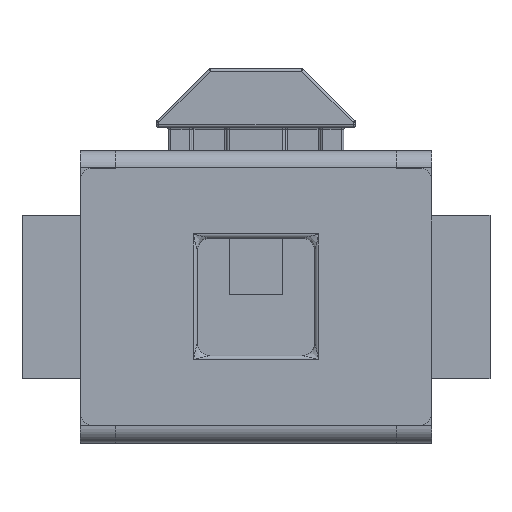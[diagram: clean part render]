
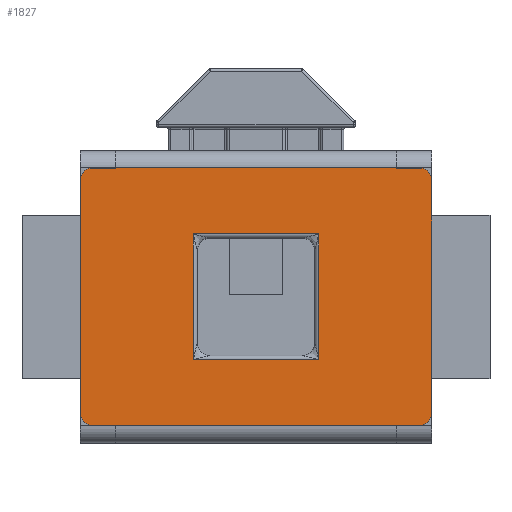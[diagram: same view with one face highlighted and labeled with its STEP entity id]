
A CAD part, top view. The second image highlights one B-rep face of the part: STEP entity #1827.
In plain terms, the highlighted planar face has unit normal (0, 0, 1).
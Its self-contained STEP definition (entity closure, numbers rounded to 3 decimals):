
#648 = VERTEX_POINT('',#649);
#649 = CARTESIAN_POINT('',(1.5,-1.,1.2));
#655 = EDGE_CURVE('',#648,#656,#658,.T.);
#656 = VERTEX_POINT('',#657);
#657 = CARTESIAN_POINT('',(1.5,1.,1.2));
#658 = LINE('',#659,#660);
#659 = CARTESIAN_POINT('',(1.5,-1.1,1.2));
#660 = VECTOR('',#661,1.);
#661 = DIRECTION('',(0.,1.,0.));
#1730 = EDGE_CURVE('',#1731,#1733,#1735,.T.);
#1731 = VERTEX_POINT('',#1732);
#1732 = CARTESIAN_POINT('',(1.2,-1.1,1.2));
#1733 = VERTEX_POINT('',#1734);
#1734 = CARTESIAN_POINT('',(1.2,-1.102,1.2));
#1735 = LINE('',#1736,#1737);
#1736 = CARTESIAN_POINT('',(1.2,-1.1,1.2));
#1737 = VECTOR('',#1738,1.);
#1738 = DIRECTION('',(0.,-1.,0.));
#1766 = EDGE_CURVE('',#1731,#1767,#1769,.T.);
#1767 = VERTEX_POINT('',#1768);
#1768 = CARTESIAN_POINT('',(1.4,-1.1,1.2));
#1769 = LINE('',#1770,#1771);
#1770 = CARTESIAN_POINT('',(-1.5,-1.1,1.2));
#1771 = VECTOR('',#1772,1.);
#1772 = DIRECTION('',(1.,0.,0.));
#1790 = EDGE_CURVE('',#648,#1767,#1791,.T.);
#1791 = CIRCLE('',#1792,0.1);
#1792 = AXIS2_PLACEMENT_3D('',#1793,#1794,#1795);
#1793 = CARTESIAN_POINT('',(1.4,-1.,1.2));
#1794 = DIRECTION('',(0.,0.,-1.));
#1795 = DIRECTION('',(1.,0.,0.));
#1808 = VERTEX_POINT('',#1809);
#1809 = CARTESIAN_POINT('',(1.4,1.1,1.2));
#1815 = EDGE_CURVE('',#656,#1808,#1816,.T.);
#1816 = CIRCLE('',#1817,0.1);
#1817 = AXIS2_PLACEMENT_3D('',#1818,#1819,#1820);
#1818 = CARTESIAN_POINT('',(1.4,1.,1.2));
#1819 = DIRECTION('',(0.,0.,1.));
#1820 = DIRECTION('',(1.,0.,0.));
#1827 = ADVANCED_FACE('',(#1828,#1923),#1957,.T.);
#1828 = FACE_BOUND('',#1829,.T.);
#1829 = EDGE_LOOP('',(#1830,#1831,#1832,#1840,#1848,#1856,#1864,#1872,
#1881,#1889,#1898,#1906,#1914,#1920,#1921,#1922));
#1830 = ORIENTED_EDGE('',*,*,#655,.T.);
#1831 = ORIENTED_EDGE('',*,*,#1815,.T.);
#1832 = ORIENTED_EDGE('',*,*,#1833,.T.);
#1833 = EDGE_CURVE('',#1808,#1834,#1836,.T.);
#1834 = VERTEX_POINT('',#1835);
#1835 = CARTESIAN_POINT('',(1.2,1.1,1.2));
#1836 = LINE('',#1837,#1838);
#1837 = CARTESIAN_POINT('',(1.5,1.1,1.2));
#1838 = VECTOR('',#1839,1.);
#1839 = DIRECTION('',(-1.,0.,0.));
#1840 = ORIENTED_EDGE('',*,*,#1841,.T.);
#1841 = EDGE_CURVE('',#1834,#1842,#1844,.T.);
#1842 = VERTEX_POINT('',#1843);
#1843 = CARTESIAN_POINT('',(1.2,1.102,1.2));
#1844 = LINE('',#1845,#1846);
#1845 = CARTESIAN_POINT('',(1.2,1.1,1.2));
#1846 = VECTOR('',#1847,1.);
#1847 = DIRECTION('',(0.,1.,0.));
#1848 = ORIENTED_EDGE('',*,*,#1849,.F.);
#1849 = EDGE_CURVE('',#1850,#1842,#1852,.T.);
#1850 = VERTEX_POINT('',#1851);
#1851 = CARTESIAN_POINT('',(-1.2,1.102,1.2));
#1852 = LINE('',#1853,#1854);
#1853 = CARTESIAN_POINT('',(-1.2,1.102,1.2));
#1854 = VECTOR('',#1855,1.);
#1855 = DIRECTION('',(1.,0.,0.));
#1856 = ORIENTED_EDGE('',*,*,#1857,.F.);
#1857 = EDGE_CURVE('',#1858,#1850,#1860,.T.);
#1858 = VERTEX_POINT('',#1859);
#1859 = CARTESIAN_POINT('',(-1.2,1.1,1.2));
#1860 = LINE('',#1861,#1862);
#1861 = CARTESIAN_POINT('',(-1.2,1.1,1.2));
#1862 = VECTOR('',#1863,1.);
#1863 = DIRECTION('',(0.,1.,0.));
#1864 = ORIENTED_EDGE('',*,*,#1865,.T.);
#1865 = EDGE_CURVE('',#1858,#1866,#1868,.T.);
#1866 = VERTEX_POINT('',#1867);
#1867 = CARTESIAN_POINT('',(-1.4,1.1,1.2));
#1868 = LINE('',#1869,#1870);
#1869 = CARTESIAN_POINT('',(1.5,1.1,1.2));
#1870 = VECTOR('',#1871,1.);
#1871 = DIRECTION('',(-1.,0.,0.));
#1872 = ORIENTED_EDGE('',*,*,#1873,.T.);
#1873 = EDGE_CURVE('',#1866,#1874,#1876,.T.);
#1874 = VERTEX_POINT('',#1875);
#1875 = CARTESIAN_POINT('',(-1.5,1.,1.2));
#1876 = CIRCLE('',#1877,0.1);
#1877 = AXIS2_PLACEMENT_3D('',#1878,#1879,#1880);
#1878 = CARTESIAN_POINT('',(-1.4,1.,1.2));
#1879 = DIRECTION('',(0.,0.,1.));
#1880 = DIRECTION('',(1.,0.,0.));
#1881 = ORIENTED_EDGE('',*,*,#1882,.T.);
#1882 = EDGE_CURVE('',#1874,#1883,#1885,.T.);
#1883 = VERTEX_POINT('',#1884);
#1884 = CARTESIAN_POINT('',(-1.5,-1.,1.2));
#1885 = LINE('',#1886,#1887);
#1886 = CARTESIAN_POINT('',(-1.5,1.1,1.2));
#1887 = VECTOR('',#1888,1.);
#1888 = DIRECTION('',(0.,-1.,0.));
#1889 = ORIENTED_EDGE('',*,*,#1890,.F.);
#1890 = EDGE_CURVE('',#1891,#1883,#1893,.T.);
#1891 = VERTEX_POINT('',#1892);
#1892 = CARTESIAN_POINT('',(-1.4,-1.1,1.2));
#1893 = CIRCLE('',#1894,0.1);
#1894 = AXIS2_PLACEMENT_3D('',#1895,#1896,#1897);
#1895 = CARTESIAN_POINT('',(-1.4,-1.,1.2));
#1896 = DIRECTION('',(0.,0.,-1.));
#1897 = DIRECTION('',(1.,0.,0.));
#1898 = ORIENTED_EDGE('',*,*,#1899,.T.);
#1899 = EDGE_CURVE('',#1891,#1900,#1902,.T.);
#1900 = VERTEX_POINT('',#1901);
#1901 = CARTESIAN_POINT('',(-1.2,-1.1,1.2));
#1902 = LINE('',#1903,#1904);
#1903 = CARTESIAN_POINT('',(-1.5,-1.1,1.2));
#1904 = VECTOR('',#1905,1.);
#1905 = DIRECTION('',(1.,0.,0.));
#1906 = ORIENTED_EDGE('',*,*,#1907,.T.);
#1907 = EDGE_CURVE('',#1900,#1908,#1910,.T.);
#1908 = VERTEX_POINT('',#1909);
#1909 = CARTESIAN_POINT('',(-1.2,-1.102,1.2));
#1910 = LINE('',#1911,#1912);
#1911 = CARTESIAN_POINT('',(-1.2,-1.1,1.2));
#1912 = VECTOR('',#1913,1.);
#1913 = DIRECTION('',(0.,-1.,0.));
#1914 = ORIENTED_EDGE('',*,*,#1915,.T.);
#1915 = EDGE_CURVE('',#1908,#1733,#1916,.T.);
#1916 = LINE('',#1917,#1918);
#1917 = CARTESIAN_POINT('',(-1.2,-1.102,1.2));
#1918 = VECTOR('',#1919,1.);
#1919 = DIRECTION('',(1.,0.,0.));
#1920 = ORIENTED_EDGE('',*,*,#1730,.F.);
#1921 = ORIENTED_EDGE('',*,*,#1766,.T.);
#1922 = ORIENTED_EDGE('',*,*,#1790,.F.);
#1923 = FACE_BOUND('',#1924,.T.);
#1924 = EDGE_LOOP('',(#1925,#1935,#1943,#1951));
#1925 = ORIENTED_EDGE('',*,*,#1926,.F.);
#1926 = EDGE_CURVE('',#1927,#1929,#1931,.T.);
#1927 = VERTEX_POINT('',#1928);
#1928 = CARTESIAN_POINT('',(-0.538,-0.538,1.2));
#1929 = VERTEX_POINT('',#1930);
#1930 = CARTESIAN_POINT('',(0.538,-0.538,1.2));
#1931 = LINE('',#1932,#1933);
#1932 = CARTESIAN_POINT('',(-0.5,-0.538,1.2));
#1933 = VECTOR('',#1934,1.);
#1934 = DIRECTION('',(1.,0.,0.));
#1935 = ORIENTED_EDGE('',*,*,#1936,.F.);
#1936 = EDGE_CURVE('',#1937,#1927,#1939,.T.);
#1937 = VERTEX_POINT('',#1938);
#1938 = CARTESIAN_POINT('',(-0.538,0.538,1.2));
#1939 = LINE('',#1940,#1941);
#1940 = CARTESIAN_POINT('',(-0.538,0.5,1.2));
#1941 = VECTOR('',#1942,1.);
#1942 = DIRECTION('',(0.,-1.,0.));
#1943 = ORIENTED_EDGE('',*,*,#1944,.F.);
#1944 = EDGE_CURVE('',#1945,#1937,#1947,.T.);
#1945 = VERTEX_POINT('',#1946);
#1946 = CARTESIAN_POINT('',(0.538,0.538,1.2));
#1947 = LINE('',#1948,#1949);
#1948 = CARTESIAN_POINT('',(0.5,0.538,1.2));
#1949 = VECTOR('',#1950,1.);
#1950 = DIRECTION('',(-1.,0.,0.));
#1951 = ORIENTED_EDGE('',*,*,#1952,.F.);
#1952 = EDGE_CURVE('',#1929,#1945,#1953,.T.);
#1953 = LINE('',#1954,#1955);
#1954 = CARTESIAN_POINT('',(0.538,-0.5,1.2));
#1955 = VECTOR('',#1956,1.);
#1956 = DIRECTION('',(0.,1.,0.));
#1957 = PLANE('',#1958);
#1958 = AXIS2_PLACEMENT_3D('',#1959,#1960,#1961);
#1959 = CARTESIAN_POINT('',(0.,0.,1.2
));
#1960 = DIRECTION('',(0.,0.,1.));
#1961 = DIRECTION('',(0.,1.,0.));
